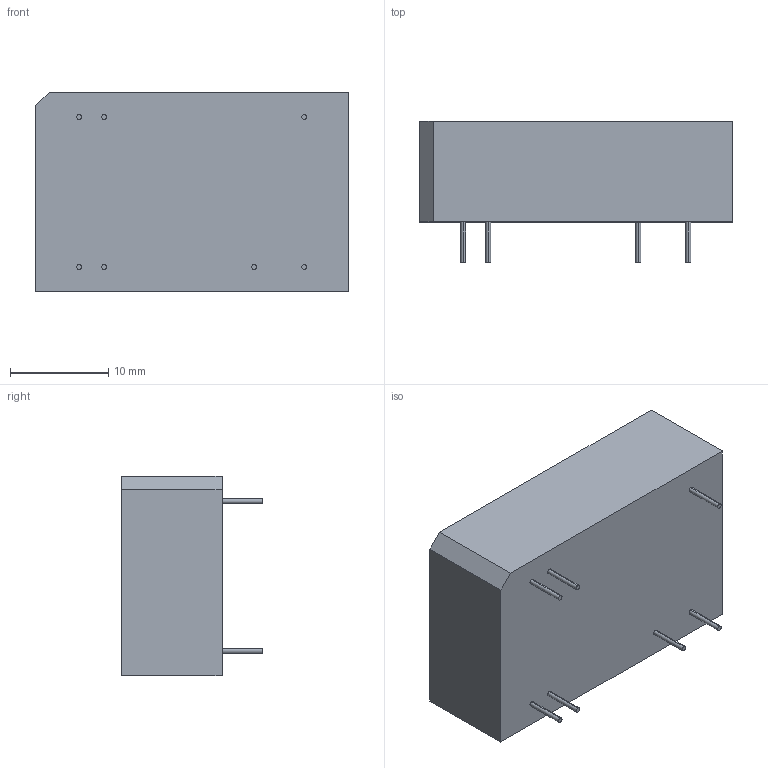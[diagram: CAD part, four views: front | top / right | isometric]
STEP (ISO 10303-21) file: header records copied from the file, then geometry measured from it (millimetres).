
FILE_DESCRIPTION (( 'STEP AP203' ), '1' );
FILE_NAME ('TEL 5 Single Output.STEP', '2020-11-13T08:12:23', ( '' ), ( '' ), 'SwSTEP 2.0', 'SolidWorks 2020', '' );
FILE_SCHEMA (( 'CONFIG_CONTROL_DESIGN' ));
Length unit declared in the file: millimetre
Products named in the file (1): TEL 5 Single Output
Bounding box: 31.8 x 14.3 x 20.3 mm (x, y, z)
Volume: 6580.1 mm3; surface area: 2388.7 mm2
Topology: 1 solids, 1 shells, 28 faces, 57 edges, 38 vertices
Faces by surface type: cylinder 14, plane 14
Entity records: 826 total; most frequent: DIRECTION 143, CARTESIAN_POINT 124, ORIENTED_EDGE 114, AXIS2_PLACEMENT_3D 57, EDGE_CURVE 57, VERTEX_POINT 38, EDGE_LOOP 35, VECTOR 29
